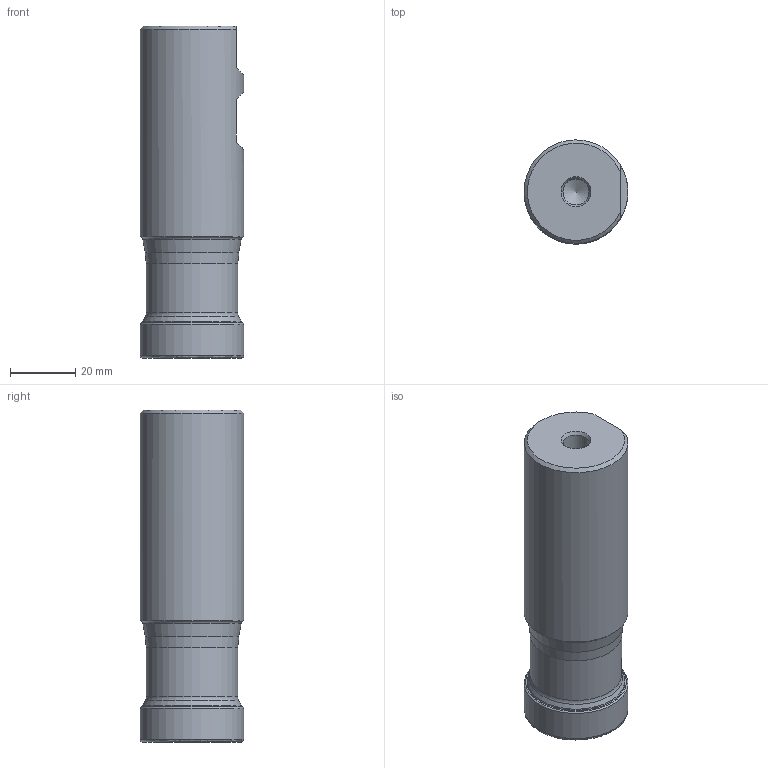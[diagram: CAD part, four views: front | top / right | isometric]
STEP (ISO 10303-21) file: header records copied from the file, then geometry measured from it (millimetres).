
FILE_DESCRIPTION(/* description */ (''),/* implementation_level */ '2;1');
FILE_NAME(/* name */ '202737633ndi000_00.stp',/* time_stamp */ '2019-12-04T06:44:42+01:00',/* author */ (''),/* organization */ (''),/* preprocessor_version */ 'ST-DEVELOPER v16.7',/* originating_system */ 'SIEMENS PLM Software NX 12.0',/* authorisation */ '');
FILE_SCHEMA (('AUTOMOTIVE_DESIGN { 1 0 10303 214 3 1 1 1 }'));
Length unit declared in the file: millimetre
Products named in the file (1): mp5418A4A6D7z3rq
Bounding box: 31.75 x 31.75 x 101.6 mm (x, y, z)
Volume: 75862.7 mm3; surface area: 15508.1 mm2
Topology: 2 solids, 2 shells, 49 faces, 107 edges, 61 vertices
Faces by surface type: revolution 19, cone 11, plane 8, torus 7, cylinder 4
Full cylindrical faces by diameter (mm): 8 x1, 28.036 x1, 30.036 x1, 31.75 x1
Entity records: 1269 total; most frequent: CARTESIAN_POINT 368, DIRECTION 177, ORIENTED_EDGE 112, EDGE_LOOP 91, FACE_BOUND 85, AXIS2_PLACEMENT_3D 75, EDGE_CURVE 56, VERTEX_POINT 52
